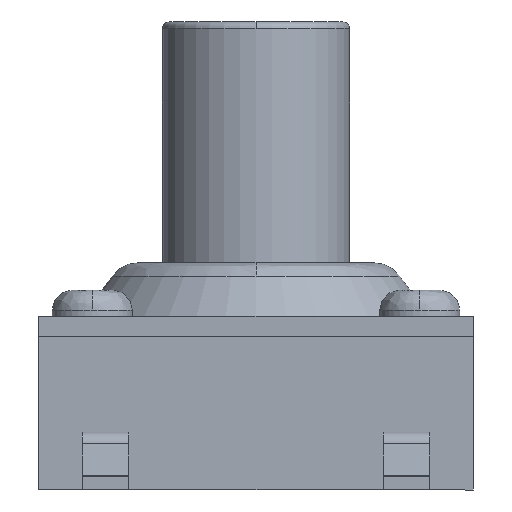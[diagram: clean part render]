
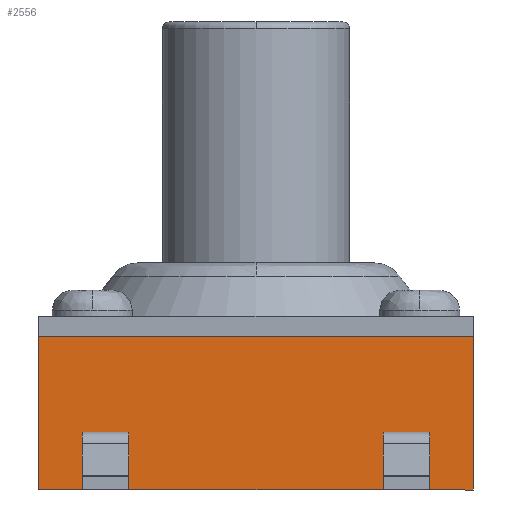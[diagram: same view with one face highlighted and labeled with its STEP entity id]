
A CAD part, left-side view. The second image highlights one B-rep face of the part: STEP entity #2556.
In plain terms, the highlighted planar face has unit normal (-1, 0, 0).
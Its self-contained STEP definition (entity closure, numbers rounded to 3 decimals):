
#83 = CARTESIAN_POINT ( 'NONE',  ( -3.25, 1.9, 0.867 ) ) ;
#103 = DIRECTION ( 'NONE',  ( -1., 0., 0. ) ) ;
#107 = CARTESIAN_POINT ( 'NONE',  ( -3.25, -1.9, 0.667 ) ) ;
#152 = EDGE_CURVE ( 'NONE', #3772, #240, #2520, .T. ) ;
#160 = DIRECTION ( 'NONE',  ( 0., -1., 0. ) ) ;
#179 = LINE ( 'NONE', #2401, #2964 ) ;
#184 = AXIS2_PLACEMENT_3D ( 'NONE', #3281, #103, #415 ) ;
#238 = ORIENTED_EDGE ( 'NONE', *, *, #1986, .F. ) ;
#240 = VERTEX_POINT ( 'NONE', #3708 ) ;
#330 = EDGE_CURVE ( 'NONE', #2110, #2450, #2268, .T. ) ;
#415 = DIRECTION ( 'NONE',  ( 0., -1., 0. ) ) ;
#430 = VECTOR ( 'NONE', #2227, 1000. ) ;
#495 = CARTESIAN_POINT ( 'NONE',  ( -3.25, 0., 2.29 ) ) ;
#531 = EDGE_LOOP ( 'NONE', ( #1055, #3399, #2713, #238 ) ) ;
#579 = VECTOR ( 'NONE', #2693, 1000. ) ;
#608 = CARTESIAN_POINT ( 'NONE',  ( -3.25, 2.6, 0.867 ) ) ;
#618 = ORIENTED_EDGE ( 'NONE', *, *, #1322, .F. ) ;
#745 = LINE ( 'NONE', #3136, #1876 ) ;
#797 = DIRECTION ( 'NONE',  ( 0., 0., -1. ) ) ;
#875 = VECTOR ( 'NONE', #1462, 1000. ) ;
#903 = VECTOR ( 'NONE', #3980, 1000. ) ;
#934 = CARTESIAN_POINT ( 'NONE',  ( -3.25, 1.9, 0.667 ) ) ;
#975 = DIRECTION ( 'NONE',  ( 0., 0., -1. ) ) ;
#999 = FACE_BOUND ( 'NONE', #1617, .T. ) ;
#1055 = ORIENTED_EDGE ( 'NONE', *, *, #2281, .F. ) ;
#1068 = EDGE_LOOP ( 'NONE', ( #2087, #2071, #2122, #3095 ) ) ;
#1096 = DIRECTION ( 'NONE',  ( 0., -1., 0. ) ) ;
#1215 = EDGE_CURVE ( 'NONE', #2450, #1259, #3238, .T. ) ;
#1216 = CARTESIAN_POINT ( 'NONE',  ( -3.25, 3.25, 2.29 ) ) ;
#1233 = CARTESIAN_POINT ( 'NONE',  ( -3.25, 0., 0.867 ) ) ;
#1259 = VERTEX_POINT ( 'NONE', #1766 ) ;
#1285 = CARTESIAN_POINT ( 'NONE',  ( -3.25, -2.6, 0.667 ) ) ;
#1316 = FACE_BOUND ( 'NONE', #531, .T. ) ;
#1322 = EDGE_CURVE ( 'NONE', #2505, #3459, #1478, .T. ) ;
#1365 = CARTESIAN_POINT ( 'NONE',  ( -3.25, 0., 0. ) ) ;
#1462 = DIRECTION ( 'NONE',  ( 0., 1., 0. ) ) ;
#1470 = CARTESIAN_POINT ( 'NONE',  ( -3.25, -1.9, 0. ) ) ;
#1478 = LINE ( 'NONE', #3633, #903 ) ;
#1492 = VERTEX_POINT ( 'NONE', #107 ) ;
#1525 = EDGE_CURVE ( 'NONE', #3459, #2375, #2715, .T. ) ;
#1617 = EDGE_LOOP ( 'NONE', ( #2953, #3598, #618, #2498 ) ) ;
#1663 = CARTESIAN_POINT ( 'NONE',  ( -3.25, -2.6, 0.867 ) ) ;
#1675 = VERTEX_POINT ( 'NONE', #1285 ) ;
#1706 = LINE ( 'NONE', #2345, #2011 ) ;
#1766 = CARTESIAN_POINT ( 'NONE',  ( -3.25, -3.25, 0. ) ) ;
#1876 = VECTOR ( 'NONE', #975, 1000. ) ;
#1961 = DIRECTION ( 'NONE',  ( 0., 0., 1. ) ) ;
#1983 = FACE_OUTER_BOUND ( 'NONE', #1068, .T. ) ;
#1986 = EDGE_CURVE ( 'NONE', #1492, #1675, #179, .T. ) ;
#2011 = VECTOR ( 'NONE', #1961, 1000. ) ;
#2013 = EDGE_CURVE ( 'NONE', #1259, #2327, #3775, .T. ) ;
#2071 = ORIENTED_EDGE ( 'NONE', *, *, #2013, .T. ) ;
#2087 = ORIENTED_EDGE ( 'NONE', *, *, #1215, .T. ) ;
#2110 = VERTEX_POINT ( 'NONE', #1216 ) ;
#2122 = ORIENTED_EDGE ( 'NONE', *, *, #3688, .T. ) ;
#2125 = CARTESIAN_POINT ( 'NONE',  ( -3.25, 0., 0.867 ) ) ;
#2227 = DIRECTION ( 'NONE',  ( 0., 0., -1. ) ) ;
#2268 = LINE ( 'NONE', #3873, #430 ) ;
#2281 = EDGE_CURVE ( 'NONE', #240, #1492, #3933, .T. ) ;
#2327 = VERTEX_POINT ( 'NONE', #4012 ) ;
#2345 = CARTESIAN_POINT ( 'NONE',  ( -3.25, -2.6, 0. ) ) ;
#2375 = VERTEX_POINT ( 'NONE', #608 ) ;
#2401 = CARTESIAN_POINT ( 'NONE',  ( -3.25, 0., 0.667 ) ) ;
#2450 = VERTEX_POINT ( 'NONE', #2845 ) ;
#2498 = ORIENTED_EDGE ( 'NONE', *, *, #3564, .F. ) ;
#2505 = VERTEX_POINT ( 'NONE', #934 ) ;
#2520 = LINE ( 'NONE', #1233, #3086 ) ;
#2556 = ADVANCED_FACE ( 'NONE', ( #999, #1316, #1983 ), #2635, .T. ) ;
#2635 = PLANE ( 'NONE',  #184 ) ;
#2693 = DIRECTION ( 'NONE',  ( 0., 1., 0. ) ) ;
#2713 = ORIENTED_EDGE ( 'NONE', *, *, #3488, .F. ) ;
#2715 = LINE ( 'NONE', #2125, #579 ) ;
#2787 = DIRECTION ( 'NONE',  ( 0., 0., 1. ) ) ;
#2845 = CARTESIAN_POINT ( 'NONE',  ( -3.25, 3.25, 0. ) ) ;
#2953 = ORIENTED_EDGE ( 'NONE', *, *, #3938, .F. ) ;
#2964 = VECTOR ( 'NONE', #3653, 1000. ) ;
#2968 = VECTOR ( 'NONE', #797, 1000. ) ;
#3041 = VECTOR ( 'NONE', #2787, 1000. ) ;
#3054 = CARTESIAN_POINT ( 'NONE',  ( -3.25, 2.6, 0.667 ) ) ;
#3086 = VECTOR ( 'NONE', #3992, 1000. ) ;
#3095 = ORIENTED_EDGE ( 'NONE', *, *, #330, .T. ) ;
#3136 = CARTESIAN_POINT ( 'NONE',  ( -3.25, 2.6, 0. ) ) ;
#3238 = LINE ( 'NONE', #1365, #3609 ) ;
#3281 = CARTESIAN_POINT ( 'NONE',  ( -3.25, 0., 0. ) ) ;
#3331 = VECTOR ( 'NONE', #1096, 1000. ) ;
#3399 = ORIENTED_EDGE ( 'NONE', *, *, #152, .F. ) ;
#3459 = VERTEX_POINT ( 'NONE', #83 ) ;
#3488 = EDGE_CURVE ( 'NONE', #1675, #3772, #1706, .T. ) ;
#3564 = EDGE_CURVE ( 'NONE', #3639, #2505, #3922, .T. ) ;
#3598 = ORIENTED_EDGE ( 'NONE', *, *, #1525, .F. ) ;
#3609 = VECTOR ( 'NONE', #160, 1000. ) ;
#3633 = CARTESIAN_POINT ( 'NONE',  ( -3.25, 1.9, 0. ) ) ;
#3639 = VERTEX_POINT ( 'NONE', #3054 ) ;
#3653 = DIRECTION ( 'NONE',  ( 0., -1., 0. ) ) ;
#3688 = EDGE_CURVE ( 'NONE', #2327, #2110, #4023, .T. ) ;
#3708 = CARTESIAN_POINT ( 'NONE',  ( -3.25, -1.9, 0.867 ) ) ;
#3772 = VERTEX_POINT ( 'NONE', #1663 ) ;
#3775 = LINE ( 'NONE', #3815, #3041 ) ;
#3815 = CARTESIAN_POINT ( 'NONE',  ( -3.25, -3.25, 0. ) ) ;
#3849 = CARTESIAN_POINT ( 'NONE',  ( -3.25, 0., 0.667 ) ) ;
#3873 = CARTESIAN_POINT ( 'NONE',  ( -3.25, 3.25, 0. ) ) ;
#3922 = LINE ( 'NONE', #3849, #3331 ) ;
#3933 = LINE ( 'NONE', #1470, #2968 ) ;
#3938 = EDGE_CURVE ( 'NONE', #2375, #3639, #745, .T. ) ;
#3980 = DIRECTION ( 'NONE',  ( 0., 0., 1. ) ) ;
#3992 = DIRECTION ( 'NONE',  ( 0., 1., 0. ) ) ;
#4012 = CARTESIAN_POINT ( 'NONE',  ( -3.25, -3.25, 2.29 ) ) ;
#4023 = LINE ( 'NONE', #495, #875 ) ;
